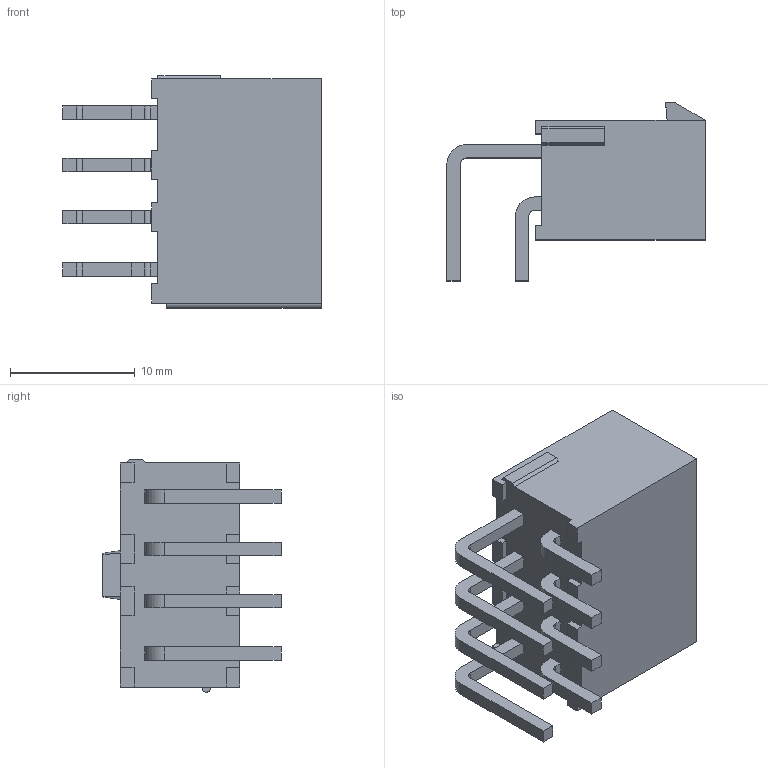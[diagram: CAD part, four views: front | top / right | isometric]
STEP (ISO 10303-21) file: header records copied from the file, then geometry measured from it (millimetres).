
FILE_DESCRIPTION((''),'2;1');
FILE_NAME('469911008','2014-02-04T',('me'),(''),'PRO/ENGINEER BY PARAMETRIC TECHNOLOGY CORPORATION, 2011490','PRO/ENGINEER BY PARAMETRIC TECHNOLOGY CORPORATION, 2011490','');
FILE_SCHEMA(('CONFIG_CONTROL_DESIGN'));
Length unit declared in the file: millimetre
Products named in the file (1): 469911008
Bounding box: 20.73 x 14.3 x 18.65 mm (x, y, z)
Volume: 1536.1 mm3; surface area: 2720.9 mm2
Topology: 1 solids, 1 shells, 207 faces, 557 edges, 376 vertices
Faces by surface type: plane 190, cylinder 17
Entity records: 6420 total; most frequent: CARTESIAN_POINT 1125, ORIENTED_EDGE 1082, DIRECTION 1023, EDGE_CURVE 541, VECTOR 507, LINE 507, VERTEX_POINT 360, AXIS2_PLACEMENT_3D 258
